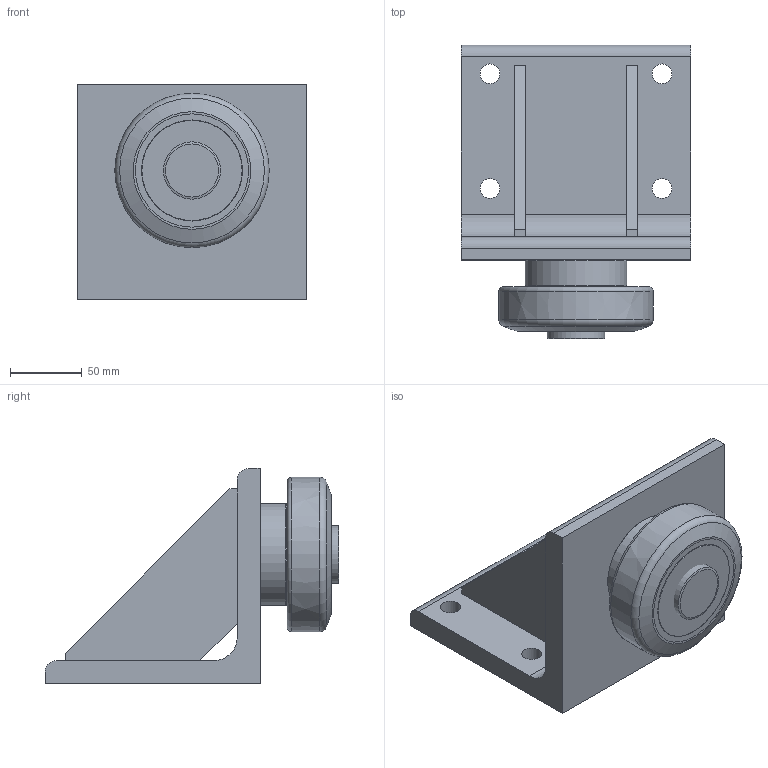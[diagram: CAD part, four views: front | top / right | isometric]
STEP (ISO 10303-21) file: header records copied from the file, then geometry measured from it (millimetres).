
FILE_DESCRIPTION(/* description */ ('-'),/* implementation_level */ '2;1');
FILE_NAME(/* name */ 'TR 110.0368 BW1200.stp',/* time_stamp */ '2022-07-28T08:21:33+02:00',/* author */ ('hipp'),/* organization */ (''),/* preprocessor_version */ 'ST-DEVELOPER v18.1',/* originating_system */ 'Autodesk Inventor 2020',/* authorisation */ '');
FILE_SCHEMA (('AUTOMOTIVE_DESIGN { 1 0 10303 214 3 1 1 }'));
Length unit declared in the file: millimetre
Products named in the file (1): TR 110.0368 BW1200_Kontur
Bounding box: 160 x 205 x 150 mm (x, y, z)
Volume: 1479371.6 mm3; surface area: 232792.9 mm2
Topology: 10 solids, 10 shells, 85 faces, 207 edges, 147 vertices
Faces by surface type: plane 43, cylinder 20, cone 14, torus 7, bspline 1
Full cylindrical faces by diameter (mm): 13.835 x4, 40 x1, 60 x2, 61.5 x1, 63 x2, 69.3 x1, 70.5 x2, 71 x1, 75 x1, 77 x1, 79 x1
Entity records: 2800 total; most frequent: DIRECTION 496, CARTESIAN_POINT 466, ORIENTED_EDGE 414, EDGE_CURVE 207, AXIS2_PLACEMENT_3D 204, VERTEX_POINT 147, CIRCLE 119, EDGE_LOOP 100
